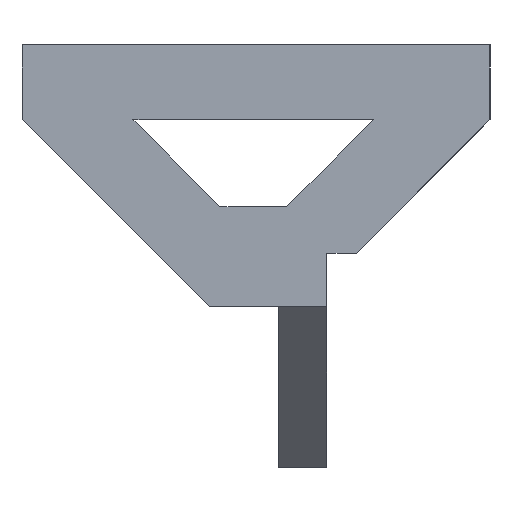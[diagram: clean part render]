
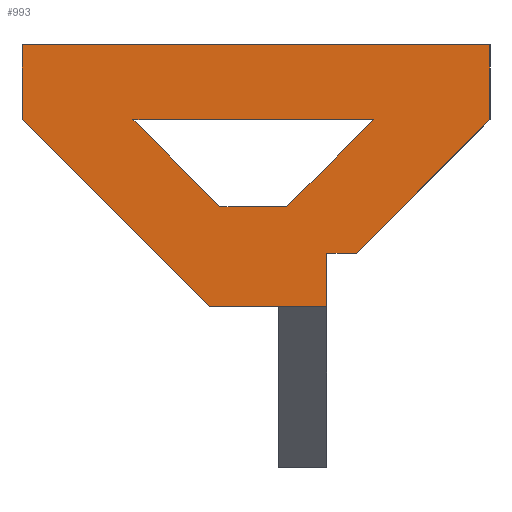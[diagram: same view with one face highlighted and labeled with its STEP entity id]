
A CAD part, left-side view. The second image highlights one B-rep face of the part: STEP entity #993.
In plain terms, the highlighted planar face has unit normal (-1, 0, 0).
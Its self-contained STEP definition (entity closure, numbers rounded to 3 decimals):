
#36=FACE_BOUND('',#113,.T.);
#62=FACE_OUTER_BOUND('',#112,.T.);
#112=EDGE_LOOP('',(#675,#676,#677,#678,#679,#680,#681,#682,#683));
#113=EDGE_LOOP('',(#684,#685,#686,#687));
#190=LINE('',#1376,#315);
#191=LINE('',#1378,#316);
#192=LINE('',#1380,#317);
#193=LINE('',#1382,#318);
#194=LINE('',#1384,#319);
#195=LINE('',#1386,#320);
#196=LINE('',#1388,#321);
#197=LINE('',#1390,#322);
#198=LINE('',#1391,#323);
#199=LINE('',#1394,#324);
#200=LINE('',#1396,#325);
#201=LINE('',#1398,#326);
#202=LINE('',#1399,#327);
#315=VECTOR('',#1118,10.);
#316=VECTOR('',#1119,10.);
#317=VECTOR('',#1120,10.);
#318=VECTOR('',#1121,10.);
#319=VECTOR('',#1122,10.);
#320=VECTOR('',#1123,10.);
#321=VECTOR('',#1124,10.);
#322=VECTOR('',#1125,10.);
#323=VECTOR('',#1126,10.);
#324=VECTOR('',#1127,10.);
#325=VECTOR('',#1128,10.);
#326=VECTOR('',#1129,10.);
#327=VECTOR('',#1130,10.);
#440=VERTEX_POINT('',#1374);
#441=VERTEX_POINT('',#1375);
#442=VERTEX_POINT('',#1377);
#443=VERTEX_POINT('',#1379);
#444=VERTEX_POINT('',#1381);
#445=VERTEX_POINT('',#1383);
#446=VERTEX_POINT('',#1385);
#447=VERTEX_POINT('',#1387);
#448=VERTEX_POINT('',#1389);
#449=VERTEX_POINT('',#1392);
#450=VERTEX_POINT('',#1393);
#451=VERTEX_POINT('',#1395);
#452=VERTEX_POINT('',#1397);
#536=EDGE_CURVE('',#440,#441,#190,.T.);
#537=EDGE_CURVE('',#442,#441,#191,.T.);
#538=EDGE_CURVE('',#442,#443,#192,.F.);
#539=EDGE_CURVE('',#444,#443,#193,.T.);
#540=EDGE_CURVE('',#445,#444,#194,.T.);
#541=EDGE_CURVE('',#445,#446,#195,.F.);
#542=EDGE_CURVE('',#447,#446,#196,.T.);
#543=EDGE_CURVE('',#448,#447,#197,.T.);
#544=EDGE_CURVE('',#440,#448,#198,.T.);
#545=EDGE_CURVE('',#449,#450,#199,.T.);
#546=EDGE_CURVE('',#450,#451,#200,.T.);
#547=EDGE_CURVE('',#451,#452,#201,.T.);
#548=EDGE_CURVE('',#452,#449,#202,.T.);
#675=ORIENTED_EDGE('',*,*,#536,.T.);
#676=ORIENTED_EDGE('',*,*,#537,.F.);
#677=ORIENTED_EDGE('',*,*,#538,.T.);
#678=ORIENTED_EDGE('',*,*,#539,.F.);
#679=ORIENTED_EDGE('',*,*,#540,.F.);
#680=ORIENTED_EDGE('',*,*,#541,.T.);
#681=ORIENTED_EDGE('',*,*,#542,.F.);
#682=ORIENTED_EDGE('',*,*,#543,.F.);
#683=ORIENTED_EDGE('',*,*,#544,.F.);
#684=ORIENTED_EDGE('',*,*,#545,.T.);
#685=ORIENTED_EDGE('',*,*,#546,.T.);
#686=ORIENTED_EDGE('',*,*,#547,.T.);
#687=ORIENTED_EDGE('',*,*,#548,.T.);
#950=PLANE('',#1045);
#993=ADVANCED_FACE('',(#62,#36),#950,.F.);
#1045=AXIS2_PLACEMENT_3D('',#1373,#1116,#1117);
#1116=DIRECTION('center_axis',(1.,0.,0.));
#1117=DIRECTION('ref_axis',(0.,0.,
1.));
#1118=DIRECTION('',(0.,-1.,0.));
#1119=DIRECTION('',(0.,1.,0.));
#1120=DIRECTION('',(0.,0.,-1.));
#1121=DIRECTION('',(0.,1.,0.));
#1122=DIRECTION('',(0.,0.707,-0.707));
#1123=DIRECTION('',(0.,0.,-1.));
#1124=DIRECTION('',(0.,-1.,0.));
#1125=DIRECTION('',(0.,0.,1.));
#1126=DIRECTION('',(0.,0.707,0.707));
#1127=DIRECTION('',(0.,0.707,-0.707));
#1128=DIRECTION('',(0.,1.,0.));
#1129=DIRECTION('',(0.,0.707,0.707));
#1130=DIRECTION('',(0.,-1.,0.));
#1373=CARTESIAN_POINT('Origin',(35.5,3.,6.));
#1374=CARTESIAN_POINT('',(35.5,4.4,3.));
#1375=CARTESIAN_POINT('',(35.5,1.8,3.));
#1376=CARTESIAN_POINT('',(35.5,7.2,3.));
#1377=CARTESIAN_POINT('',(35.5,0.,3.));
#1378=CARTESIAN_POINT('',(35.5,3.,3.));
#1379=CARTESIAN_POINT('',(35.5,0.,5.));
#1380=CARTESIAN_POINT('',(35.5,0.,3.5));
#1381=CARTESIAN_POINT('',(35.5,-1.1,5.));
#1382=CARTESIAN_POINT('',(35.5,3.15,5.));
#1383=CARTESIAN_POINT('',(35.5,-6.1,10.));
#1384=CARTESIAN_POINT('',(35.5,-1.825,5.725));
#1385=CARTESIAN_POINT('',(35.5,-6.1,12.8));
#1386=CARTESIAN_POINT('',(35.5,-6.1,7.));
#1387=CARTESIAN_POINT('',(35.5,11.4,12.8));
#1388=CARTESIAN_POINT('',(35.5,3.,12.8));
#1389=CARTESIAN_POINT('',(35.5,11.4,10.));
#1390=CARTESIAN_POINT('',(35.5,11.4,4.));
#1391=CARTESIAN_POINT('',(35.5,6.55,5.15));
#1392=CARTESIAN_POINT('',(35.5,-1.75,10.));
#1393=CARTESIAN_POINT('',(35.5,1.5,6.75));
#1394=CARTESIAN_POINT('',(35.5,0.438,7.813));
#1395=CARTESIAN_POINT('',(35.5,4.,6.75));
#1396=CARTESIAN_POINT('',(35.5,2.25,6.75));
#1397=CARTESIAN_POINT('',(35.5,7.25,10.));
#1398=CARTESIAN_POINT('',(35.5,3.563,6.313));
#1399=CARTESIAN_POINT('',(35.5,5.125,10.));
